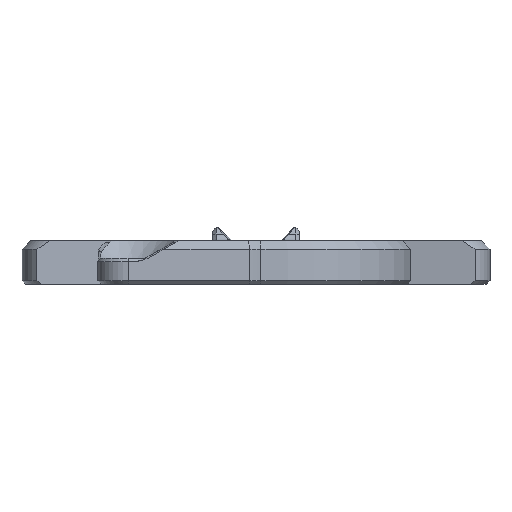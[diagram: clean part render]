
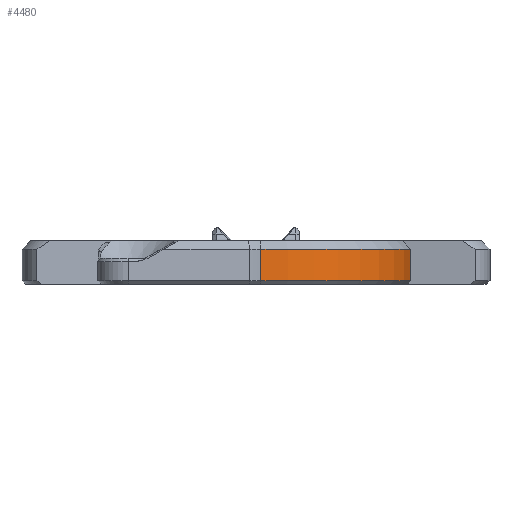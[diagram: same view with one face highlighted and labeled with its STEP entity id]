
A CAD part, front view. The second image highlights one B-rep face of the part: STEP entity #4480.
In plain terms, the highlighted cylindrical face has radius 18 mm (diameter 36 mm), a partial arc.
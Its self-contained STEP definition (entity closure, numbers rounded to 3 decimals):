
#37=CYLINDRICAL_SURFACE('',#4838,18.);
#217=CIRCLE('',#4799,18.);
#227=CIRCLE('',#4839,18.);
#459=FACE_OUTER_BOUND('',#732,.T.);
#732=EDGE_LOOP('',(#3701,#3702,#3703,#3704));
#1253=LINE('',#7483,#1653);
#1288=LINE('',#7646,#1688);
#1653=VECTOR('',#5634,10.);
#1688=VECTOR('',#5741,10.);
#2077=VERTEX_POINT('',#7457);
#2078=VERTEX_POINT('',#7461);
#2083=VERTEX_POINT('',#7482);
#2104=VERTEX_POINT('',#7644);
#2616=EDGE_CURVE('',#2077,#2078,#217,.T.);
#2624=EDGE_CURVE('',#2083,#2078,#1253,.T.);
#2675=EDGE_CURVE('',#2083,#2104,#227,.T.);
#2676=EDGE_CURVE('',#2104,#2077,#1288,.T.);
#3701=ORIENTED_EDGE('',*,*,#2675,.F.);
#3702=ORIENTED_EDGE('',*,*,#2624,.T.);
#3703=ORIENTED_EDGE('',*,*,#2616,.F.);
#3704=ORIENTED_EDGE('',*,*,#2676,.F.);
#4480=ADVANCED_FACE('',(#459),#37,.T.);
#4799=AXIS2_PLACEMENT_3D('',#7463,#5620,#5621);
#4838=AXIS2_PLACEMENT_3D('',#7643,#5737,#5738);
#4839=AXIS2_PLACEMENT_3D('',#7645,#5739,#5740);
#5620=DIRECTION('center_axis',(0.,0.,1.));
#5621=DIRECTION('ref_axis',(1.,0.,0.));
#5634=DIRECTION('',(0.,0.,1.));
#5737=DIRECTION('center_axis',(0.,0.,
1.));
#5738=DIRECTION('ref_axis',(-1.,0.,0.));
#5739=DIRECTION('center_axis',(0.,0.,-1.));
#5740=DIRECTION('ref_axis',(1.,0.,0.));
#5741=DIRECTION('',(0.,0.,1.));
#7457=CARTESIAN_POINT('',(957.718,-988.021,-1.));
#7461=CARTESIAN_POINT('',(974.962,-972.693,-1.));
#7463=CARTESIAN_POINT('Origin',(957.16,-970.03,-1.));
#7482=CARTESIAN_POINT('',(974.962,-972.693,-4.6));
#7483=CARTESIAN_POINT('',(974.962,-972.693,0.));
#7643=CARTESIAN_POINT('Origin',(957.16,-970.03,0.));
#7644=CARTESIAN_POINT('',(957.718,-988.021,-4.6));
#7645=CARTESIAN_POINT('Origin',(957.16,-970.03,-4.6));
#7646=CARTESIAN_POINT('',(957.718,-988.021,0.));
